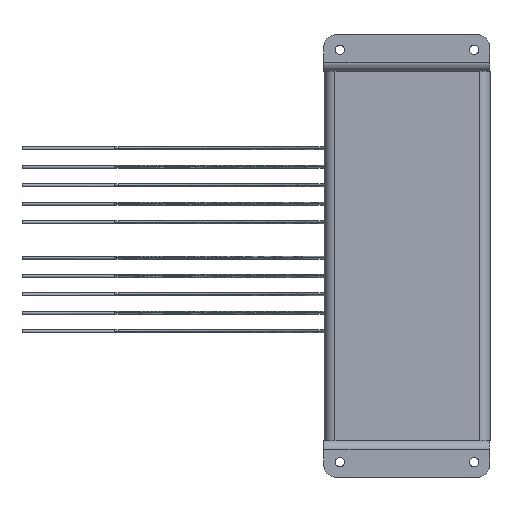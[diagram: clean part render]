
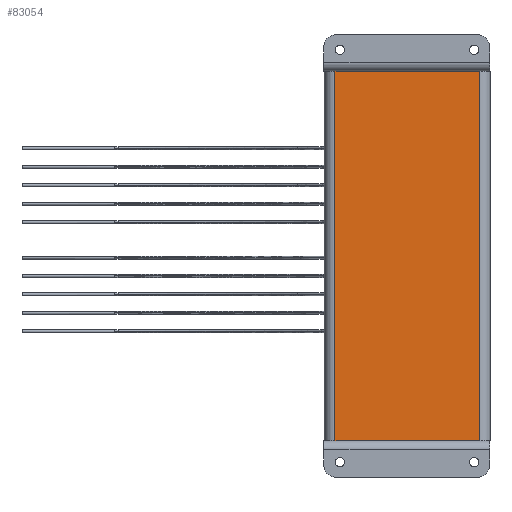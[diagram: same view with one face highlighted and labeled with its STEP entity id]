
A CAD part, front view. The second image highlights one B-rep face of the part: STEP entity #83054.
In plain terms, the highlighted planar face has unit normal (0, -1, 0).
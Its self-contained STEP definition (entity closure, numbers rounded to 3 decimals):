
#2025 = AXIS2_PLACEMENT_3D ( 'NONE', #105557, #54298, #87863 ) ;
#10656 = VECTOR ( 'NONE', #27032, 1000. ) ;
#14343 = CARTESIAN_POINT ( 'NONE',  ( 3.5, 0., 0. ) ) ;
#21838 = LINE ( 'NONE', #14343, #24626 ) ;
#24626 = VECTOR ( 'NONE', #30949, 1000. ) ;
#27032 = DIRECTION ( 'NONE',  ( 0., 0., 1. ) ) ;
#30008 = ORIENTED_EDGE ( 'NONE', *, *, #89405, .T. ) ;
#30949 = DIRECTION ( 'NONE',  ( -1., 0., 0. ) ) ;
#34601 = LINE ( 'NONE', #102614, #91320 ) ;
#42752 = VERTEX_POINT ( 'NONE', #75755 ) ;
#44196 = VERTEX_POINT ( 'NONE', #72698 ) ;
#44869 = DIRECTION ( 'NONE',  ( 1., 0., 0. ) ) ;
#45053 = LINE ( 'NONE', #77522, #10656 ) ;
#53944 = PLANE ( 'NONE',  #2025 ) ;
#54298 = DIRECTION ( 'NONE',  ( 0., -1., 0. ) ) ;
#55458 = ORIENTED_EDGE ( 'NONE', *, *, #67323, .T. ) ;
#55881 = EDGE_CURVE ( 'NONE', #42752, #83327, #56310, .T. ) ;
#56310 = LINE ( 'NONE', #61807, #101210 ) ;
#61078 = CARTESIAN_POINT ( 'NONE',  ( 3.5, 0., 0. ) ) ;
#61807 = CARTESIAN_POINT ( 'NONE',  ( 3.5, 0., -120. ) ) ;
#61966 = ORIENTED_EDGE ( 'NONE', *, *, #88129, .T. ) ;
#67323 = EDGE_CURVE ( 'NONE', #79157, #42752, #34601, .T. ) ;
#72698 = CARTESIAN_POINT ( 'NONE',  ( 50.4, 0., 0. ) ) ;
#75755 = CARTESIAN_POINT ( 'NONE',  ( 3.5, 0., -120. ) ) ;
#76067 = DIRECTION ( 'NONE',  ( 0., 0., -1. ) ) ;
#76346 = FACE_OUTER_BOUND ( 'NONE', #105910, .T. ) ;
#77522 = CARTESIAN_POINT ( 'NONE',  ( 50.4, 0., -120. ) ) ;
#79157 = VERTEX_POINT ( 'NONE', #61078 ) ;
#81234 = ORIENTED_EDGE ( 'NONE', *, *, #55881, .T. ) ;
#83054 = ADVANCED_FACE ( 'NONE', ( #76346 ), #53944, .T. ) ;
#83327 = VERTEX_POINT ( 'NONE', #84811 ) ;
#84811 = CARTESIAN_POINT ( 'NONE',  ( 50.4, 0., -120. ) ) ;
#87863 = DIRECTION ( 'NONE',  ( 0., 0., -1. ) ) ;
#88129 = EDGE_CURVE ( 'NONE', #44196, #79157, #21838, .T. ) ;
#89405 = EDGE_CURVE ( 'NONE', #83327, #44196, #45053, .T. ) ;
#91320 = VECTOR ( 'NONE', #76067, 1000. ) ;
#101210 = VECTOR ( 'NONE', #44869, 1000. ) ;
#102614 = CARTESIAN_POINT ( 'NONE',  ( 3.5, 0., -120. ) ) ;
#105557 = CARTESIAN_POINT ( 'NONE',  ( 3.5, 0., -120. ) ) ;
#105910 = EDGE_LOOP ( 'NONE', ( #55458, #81234, #30008, #61966 ) ) ;
